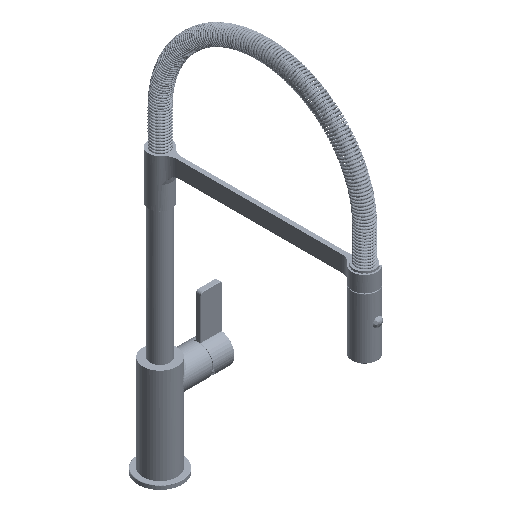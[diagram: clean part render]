
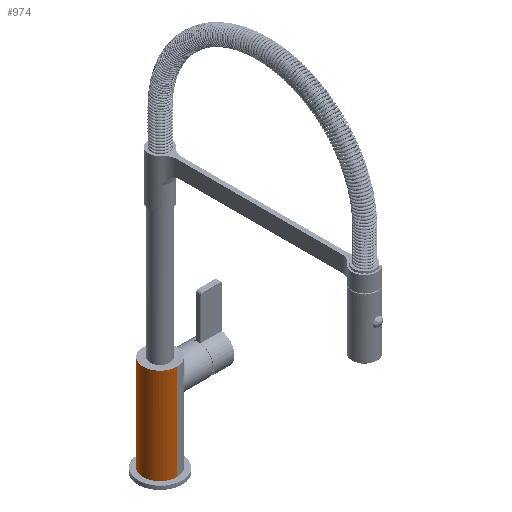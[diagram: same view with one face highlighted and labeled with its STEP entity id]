
A CAD part, isometric view. The second image highlights one B-rep face of the part: STEP entity #974.
In plain terms, the highlighted cylindrical face has radius 19 mm (diameter 38 mm), a partial arc.
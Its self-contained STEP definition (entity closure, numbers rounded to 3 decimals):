
#974=ADVANCED_FACE('',(#2412),#19585,.T.);
#2412=FACE_OUTER_BOUND('',#3877,.T.);
#3877=EDGE_LOOP('',(#5985,#5986,#5987,#5988));
#5985=ORIENTED_EDGE('',*,*,#11801,.F.);
#5986=ORIENTED_EDGE('',*,*,#11819,.T.);
#5987=ORIENTED_EDGE('',*,*,#11803,.F.);
#5988=ORIENTED_EDGE('',*,*,#11820,.T.);
#11801=EDGE_CURVE('',#17848,#17849,#14681,.T.);
#11803=EDGE_CURVE('',#17850,#17847,#14682,.T.);
#11819=EDGE_CURVE('',#17848,#17847,#15585,.T.);
#11820=EDGE_CURVE('',#17850,#17849,#15586,.T.);
#14681=B_SPLINE_CURVE_WITH_KNOTS('',1,(#27763,#27764),.UNSPECIFIED.,.F.,
 .F.,(2,2),(0.,107.5),.UNSPECIFIED.);
#14682=B_SPLINE_CURVE_WITH_KNOTS('',1,(#27770,#27771),.UNSPECIFIED.,.F.,
 .F.,(2,2),(0.,107.5),.UNSPECIFIED.);
#15585=(
BOUNDED_CURVE()
B_SPLINE_CURVE(2,(#27870,#27871,#27872,#27873,#27874),.UNSPECIFIED.,.F.,
 .F.)
B_SPLINE_CURVE_WITH_KNOTS((3,2,3),(0.,29.845,59.69),
 .UNSPECIFIED.)
CURVE()
GEOMETRIC_REPRESENTATION_ITEM()
RATIONAL_B_SPLINE_CURVE((1.,0.707,1.,0.707,1.))
REPRESENTATION_ITEM('')
);
#15586=(
BOUNDED_CURVE()
B_SPLINE_CURVE(2,(#27875,#27876,#27877,#27878,#27879),.UNSPECIFIED.,.F.,
 .F.)
B_SPLINE_CURVE_WITH_KNOTS((3,2,3),(0.,29.845,59.69),
 .UNSPECIFIED.)
CURVE()
GEOMETRIC_REPRESENTATION_ITEM()
RATIONAL_B_SPLINE_CURVE((1.,0.707,1.,0.707,1.))
REPRESENTATION_ITEM('')
);
#17847=VERTEX_POINT('',#27079);
#17848=VERTEX_POINT('',#27080);
#17849=VERTEX_POINT('',#27081);
#17850=VERTEX_POINT('',#27082);
#19585=CYLINDRICAL_SURFACE('',#21410,19.);
#21410=AXIS2_PLACEMENT_3D('',#26329,#22027,$);
#22027=DIRECTION('',(0.,1.,0.));
#26329=CARTESIAN_POINT('',(0.,-30.25,0.));
#27079=CARTESIAN_POINT('',(0.,-84.,19.));
#27080=CARTESIAN_POINT('',(0.,-84.,-19.));
#27081=CARTESIAN_POINT('',(0.,23.5,-19.));
#27082=CARTESIAN_POINT('',(0.,23.5,19.));
#27763=CARTESIAN_POINT('',(0.,-84.,-19.));
#27764=CARTESIAN_POINT('',(0.,23.5,-19.));
#27770=CARTESIAN_POINT('',(0.,23.5,19.));
#27771=CARTESIAN_POINT('',(0.,-84.,19.));
#27870=CARTESIAN_POINT('',(0.,-84.,-19.));
#27871=CARTESIAN_POINT('',(-19.,-84.,-19.));
#27872=CARTESIAN_POINT('',(-19.,-84.,0.));
#27873=CARTESIAN_POINT('',(-19.,-84.,19.));
#27874=CARTESIAN_POINT('',(0.,-84.,19.));
#27875=CARTESIAN_POINT('',(0.,23.5,19.));
#27876=CARTESIAN_POINT('',(-19.,23.5,19.));
#27877=CARTESIAN_POINT('',(-19.,23.5,0.));
#27878=CARTESIAN_POINT('',(-19.,23.5,-19.));
#27879=CARTESIAN_POINT('',(0.,23.5,-19.));
